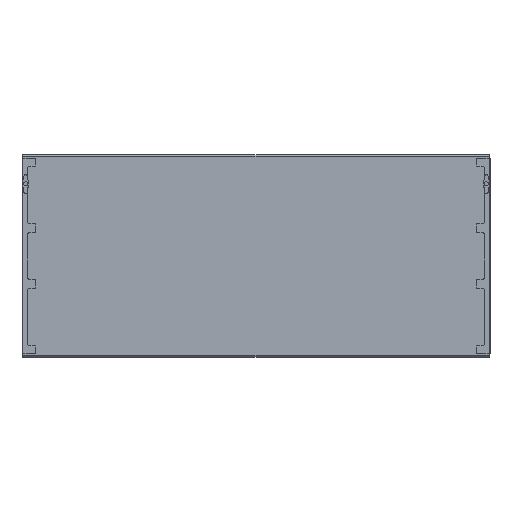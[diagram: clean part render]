
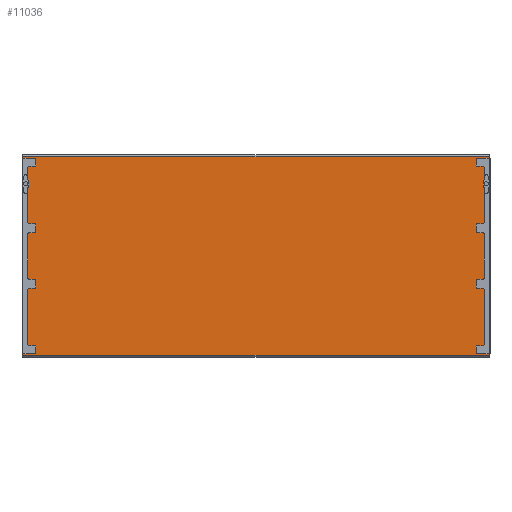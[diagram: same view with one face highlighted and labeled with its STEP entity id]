
A CAD part, top view. The second image highlights one B-rep face of the part: STEP entity #11036.
In plain terms, the highlighted planar face has unit normal (0, 0, 1).
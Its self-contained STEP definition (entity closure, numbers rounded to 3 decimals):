
#815 = VECTOR ( 'NONE', #3300, 1000. ) ;
#1305 = CARTESIAN_POINT ( 'NONE',  ( -1050., -447.235, -2. ) ) ;
#1535 = VECTOR ( 'NONE', #6858, 1000. ) ;
#1729 = VERTEX_POINT ( 'NONE', #4366 ) ;
#2184 = VERTEX_POINT ( 'NONE', #9683 ) ;
#2539 = ORIENTED_EDGE ( 'NONE', *, *, #6162, .T. ) ;
#2920 = CARTESIAN_POINT ( 'NONE',  ( 1050., 447.235, -2. ) ) ;
#3300 = DIRECTION ( 'NONE',  ( 1., 0., 0. ) ) ;
#3402 = ORIENTED_EDGE ( 'NONE', *, *, #11140, .F. ) ;
#3620 = DIRECTION ( 'NONE',  ( 1., 0., 0. ) ) ;
#3646 = DIRECTION ( 'NONE',  ( 0., 0., 1. ) ) ;
#3658 = CARTESIAN_POINT ( 'NONE',  ( 1050., 447.235, -2. ) ) ;
#4078 = AXIS2_PLACEMENT_3D ( 'NONE', #8797, #3646, #3620 ) ;
#4141 = CARTESIAN_POINT ( 'NONE',  ( -1050., 447.235, -2. ) ) ;
#4299 = ORIENTED_EDGE ( 'NONE', *, *, #9697, .F. ) ;
#4366 = CARTESIAN_POINT ( 'NONE',  ( 1050., -447.235, -2. ) ) ;
#4468 = VECTOR ( 'NONE', #4695, 1000. ) ;
#4644 = VECTOR ( 'NONE', #4762, 1000. ) ;
#4695 = DIRECTION ( 'NONE',  ( 0., -1., 0. ) ) ;
#4762 = DIRECTION ( 'NONE',  ( 0., -1., 0. ) ) ;
#5010 = LINE ( 'NONE', #7307, #4468 ) ;
#5300 = EDGE_CURVE ( 'NONE', #8639, #2184, #5010, .T. ) ;
#5356 = PLANE ( 'NONE',  #4078 ) ;
#6162 = EDGE_CURVE ( 'NONE', #2184, #1729, #8384, .T. ) ;
#6250 = ORIENTED_EDGE ( 'NONE', *, *, #5300, .T. ) ;
#6534 = LINE ( 'NONE', #2920, #4644 ) ;
#6858 = DIRECTION ( 'NONE',  ( 1., 0., 0. ) ) ;
#7307 = CARTESIAN_POINT ( 'NONE',  ( -1050., 447.235, -2. ) ) ;
#7747 = VERTEX_POINT ( 'NONE', #3658 ) ;
#8020 = FACE_OUTER_BOUND ( 'NONE', #8921, .T. ) ;
#8384 = LINE ( 'NONE', #1305, #815 ) ;
#8639 = VERTEX_POINT ( 'NONE', #11123 ) ;
#8797 = CARTESIAN_POINT ( 'NONE',  ( -1050., 447.235, -2. ) ) ;
#8921 = EDGE_LOOP ( 'NONE', ( #3402, #4299, #6250, #2539 ) ) ;
#8966 = LINE ( 'NONE', #4141, #1535 ) ;
#9683 = CARTESIAN_POINT ( 'NONE',  ( -1050., -447.235, -2. ) ) ;
#9697 = EDGE_CURVE ( 'NONE', #8639, #7747, #8966, .T. ) ;
#11036 = ADVANCED_FACE ( 'NONE', ( #8020 ), #5356, .T. ) ;
#11123 = CARTESIAN_POINT ( 'NONE',  ( -1050., 447.235, -2. ) ) ;
#11140 = EDGE_CURVE ( 'NONE', #7747, #1729, #6534, .T. ) ;
